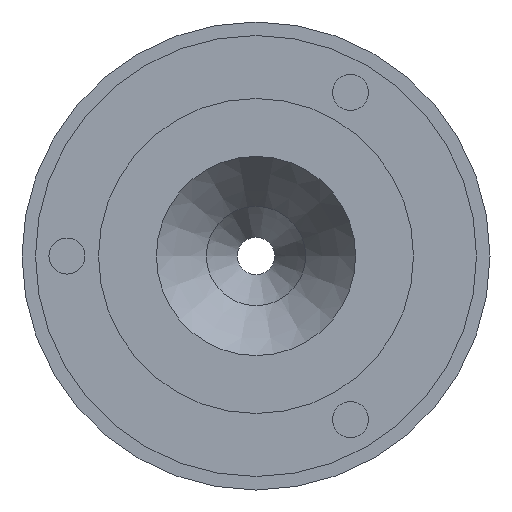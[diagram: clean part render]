
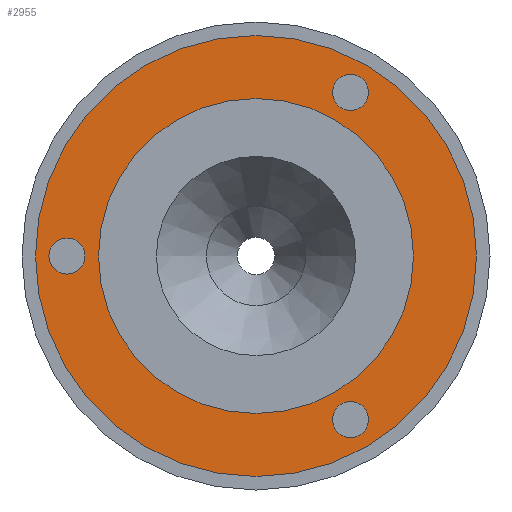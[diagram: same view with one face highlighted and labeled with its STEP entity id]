
A CAD part, front view. The second image highlights one B-rep face of the part: STEP entity #2955.
In plain terms, the highlighted planar face has unit normal (0, -1, 0).
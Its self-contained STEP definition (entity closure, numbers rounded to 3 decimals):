
#723=PLANE($,#3230);
#800=FACE_BOUND($,#1205,.T.);
#801=FACE_BOUND($,#1206,.T.);
#802=FACE_BOUND($,#1207,.T.);
#803=FACE_BOUND($,#1208,.T.);
#804=FACE_BOUND($,#1209,.T.);
#1205=EDGE_LOOP($,(#2752));
#1206=EDGE_LOOP($,(#2753));
#1207=EDGE_LOOP($,(#2754));
#1208=EDGE_LOOP($,(#2755));
#1209=EDGE_LOOP($,(#2756));
#1235=CIRCLE($,#2979,3.);
#1238=CIRCLE($,#2985,3.);
#1247=CIRCLE($,#3017,3.);
#1311=CIRCLE($,#3229,36.75);
#1312=CIRCLE($,#3231,26.25);
#1327=VERTEX_POINT($,#4044);
#1330=VERTEX_POINT($,#4053);
#1363=VERTEX_POINT($,#4154);
#1587=VERTEX_POINT($,#6055);
#1588=VERTEX_POINT($,#6058);
#1603=EDGE_CURVE($,#1327,#1327,#1235,.T.);
#1606=EDGE_CURVE($,#1330,#1330,#1238,.T.);
#1651=EDGE_CURVE($,#1363,#1363,#1247,.T.);
#1976=EDGE_CURVE($,#1587,#1587,#1311,.T.);
#1977=EDGE_CURVE($,#1588,#1588,#1312,.T.);
#2752=ORIENTED_EDGE($,*,*,#1603,.T.);
#2753=ORIENTED_EDGE($,*,*,#1606,.T.);
#2754=ORIENTED_EDGE($,*,*,#1651,.T.);
#2755=ORIENTED_EDGE($,*,*,#1976,.T.);
#2756=ORIENTED_EDGE($,*,*,#1977,.F.);
#2955=ADVANCED_FACE($,(#800,#801,#802,#803,#804),#723,.T.);
#2979=AXIS2_PLACEMENT_3D($,#4045,#3272,#3273);
#2985=AXIS2_PLACEMENT_3D($,#4054,#3284,#3285);
#3017=AXIS2_PLACEMENT_3D($,#4155,#3384,#3385);
#3229=AXIS2_PLACEMENT_3D($,#6056,#3987,#3988);
#3230=AXIS2_PLACEMENT_3D($,#6057,#3989,#3990);
#3231=AXIS2_PLACEMENT_3D($,#6059,#3991,#3992);
#3272=DIRECTION('center_axis',(0.,1.,0.));
#3273=DIRECTION('ref_axis',(0.5,0.,-0.866));
#3284=DIRECTION('center_axis',(0.,1.,0.));
#3285=DIRECTION('ref_axis',(0.5,0.,0.866));
#3384=DIRECTION('center_axis',(0.,1.,0.));
#3385=DIRECTION('ref_axis',(-1.,0.,0.));
#3987=DIRECTION('center_axis',(0.,-1.,0.));
#3988=DIRECTION('ref_axis',(1.,0.,0.));
#3989=DIRECTION('center_axis',(0.,-1.,0.));
#3990=DIRECTION('ref_axis',(0.,0.,-1.));
#3991=DIRECTION('center_axis',(0.,-1.,0.));
#3992=DIRECTION('ref_axis',(1.,0.,0.));
#4044=CARTESIAN_POINT('',(14.25,-97.5,-24.682));
#4045=CARTESIAN_POINT('Origin',(15.75,-97.5,-27.28));
#4053=CARTESIAN_POINT('',(14.25,-97.5,24.682));
#4054=CARTESIAN_POINT('Origin',(15.75,-97.5,27.28));
#4154=CARTESIAN_POINT('',(-28.5,-97.5,0.));
#4155=CARTESIAN_POINT('Origin',(-31.5,-97.5,0.));
#6055=CARTESIAN_POINT('',(36.75,-97.5,0.));
#6056=CARTESIAN_POINT('Origin',(0.,-97.5,0.));
#6057=CARTESIAN_POINT('Origin',(26.25,-97.5,0.));
#6058=CARTESIAN_POINT('',(26.25,-97.5,0.));
#6059=CARTESIAN_POINT('Origin',(0.,-97.5,0.));
